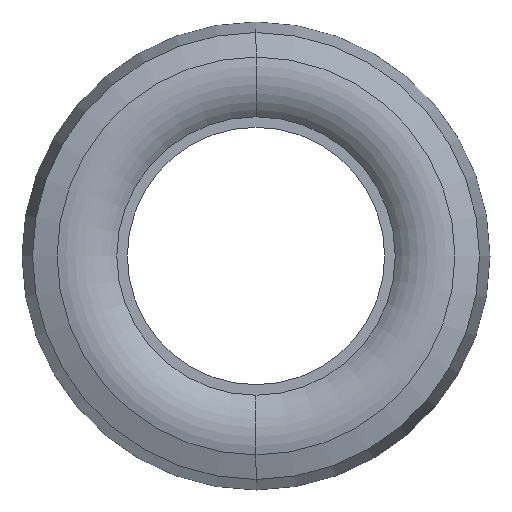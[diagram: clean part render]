
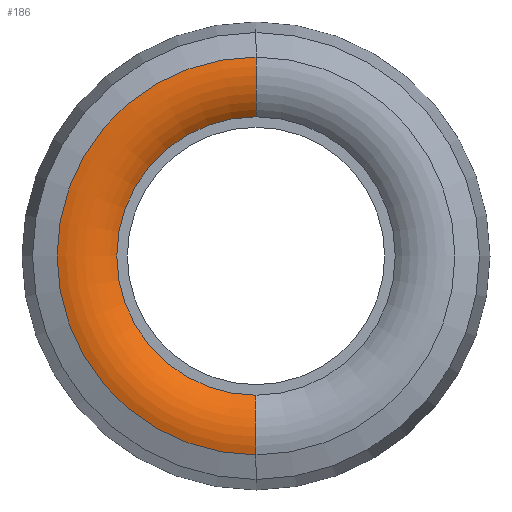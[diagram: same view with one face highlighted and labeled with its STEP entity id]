
A CAD part, left-side view. The second image highlights one B-rep face of the part: STEP entity #186.
In plain terms, the highlighted toroidal (fillet/blend) face has major radius 154.63 mm and minor radius 50 mm.
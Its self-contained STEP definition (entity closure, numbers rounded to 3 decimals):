
#43 = ORIENTED_EDGE ( 'NONE', *, *, #531, .F. ) ;
#92 = DIRECTION ( 'NONE',  ( -1., 0., 0. ) ) ;
#101 = EDGE_LOOP ( 'NONE', ( #777, #347, #303, #43 ) ) ;
#106 = AXIS2_PLACEMENT_3D ( 'NONE', #592, #660, #346 ) ;
#122 = AXIS2_PLACEMENT_3D ( 'NONE', #399, #200, #460 ) ;
#136 = VERTEX_POINT ( 'NONE', #198 ) ;
#145 = CARTESIAN_POINT ( 'NONE',  ( -12.5, 0., 170. ) ) ;
#150 = DIRECTION ( 'NONE',  ( 0., -1., 0. ) ) ;
#161 = CARTESIAN_POINT ( 'NONE',  ( 35.079, 0., 154.63 ) ) ;
#164 = CARTESIAN_POINT ( 'NONE',  ( 0., 0., 0. ) ) ;
#181 = VERTEX_POINT ( 'NONE', #381 ) ;
#186 = ADVANCED_FACE ( 'NONE', ( #314 ), #619, .T. ) ;
#187 = AXIS2_PLACEMENT_3D ( 'NONE', #161, #150, #621 ) ;
#195 = CIRCLE ( 'NONE', #322, 170. ) ;
#198 = CARTESIAN_POINT ( 'NONE',  ( -12.5, 0., -170. ) ) ;
#200 = DIRECTION ( 'NONE',  ( 0., 1., 0. ) ) ;
#229 = VERTEX_POINT ( 'NONE', #520 ) ;
#234 = DIRECTION ( 'NONE',  ( 0., 0., 1. ) ) ;
#289 = CIRCLE ( 'NONE', #187, 50. ) ;
#296 = EDGE_CURVE ( 'NONE', #136, #181, #542, .T. ) ;
#303 = ORIENTED_EDGE ( 'NONE', *, *, #683, .F. ) ;
#314 = FACE_OUTER_BOUND ( 'NONE', #101, .T. ) ;
#322 = AXIS2_PLACEMENT_3D ( 'NONE', #493, #92, #234 ) ;
#346 = DIRECTION ( 'NONE',  ( 0., 0., 1. ) ) ;
#347 = ORIENTED_EDGE ( 'NONE', *, *, #296, .T. ) ;
#381 = CARTESIAN_POINT ( 'NONE',  ( 0., 0., -119. ) ) ;
#399 = CARTESIAN_POINT ( 'NONE',  ( 35.079, 0., -154.63 ) ) ;
#400 = VERTEX_POINT ( 'NONE', #145 ) ;
#408 = DIRECTION ( 'NONE',  ( 0., 0., 1. ) ) ;
#460 = DIRECTION ( 'NONE',  ( 0., 0., 1. ) ) ;
#493 = CARTESIAN_POINT ( 'NONE',  ( -12.5, 0., 0. ) ) ;
#520 = CARTESIAN_POINT ( 'NONE',  ( 0., 0., 119. ) ) ;
#531 = EDGE_CURVE ( 'NONE', #400, #229, #289, .T. ) ;
#540 = EDGE_CURVE ( 'NONE', #400, #136, #195, .T. ) ;
#542 = CIRCLE ( 'NONE', #122, 50. ) ;
#592 = CARTESIAN_POINT ( 'NONE',  ( 35.079, 0., 0. ) ) ;
#597 = CIRCLE ( 'NONE', #791, 119. ) ;
#619 = TOROIDAL_SURFACE ( 'NONE', #106, 154.63, 50. ) ;
#621 = DIRECTION ( 'NONE',  ( 0., 0., -1. ) ) ;
#660 = DIRECTION ( 'NONE',  ( -1., 0., 0. ) ) ;
#683 = EDGE_CURVE ( 'NONE', #229, #181, #597, .T. ) ;
#777 = ORIENTED_EDGE ( 'NONE', *, *, #540, .T. ) ;
#791 = AXIS2_PLACEMENT_3D ( 'NONE', #164, #820, #408 ) ;
#820 = DIRECTION ( 'NONE',  ( -1., 0., 0. ) ) ;
